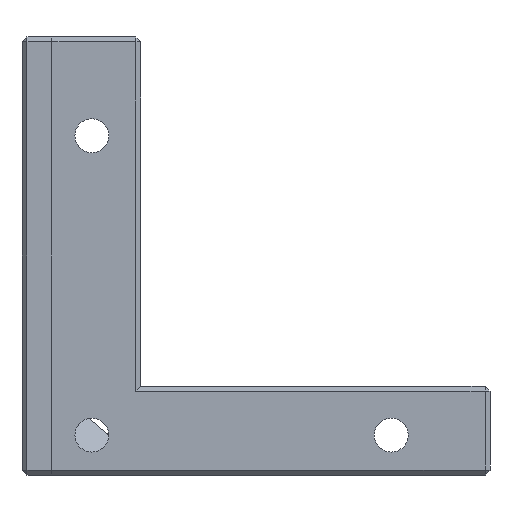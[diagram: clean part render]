
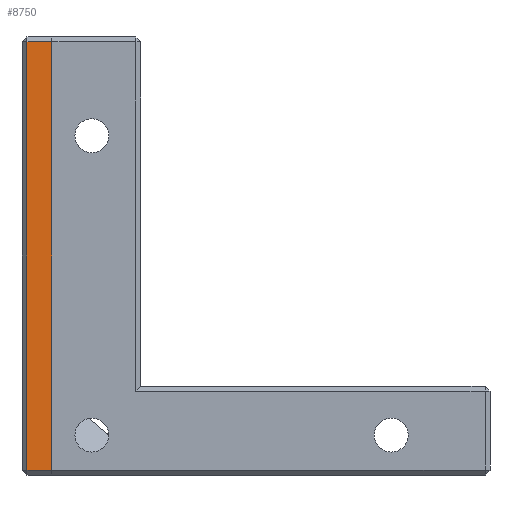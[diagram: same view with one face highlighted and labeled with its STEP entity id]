
A CAD part, front view. The second image highlights one B-rep face of the part: STEP entity #8750.
In plain terms, the highlighted planar face has unit normal (0, -1, 0).
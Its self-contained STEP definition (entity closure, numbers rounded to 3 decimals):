
#4146 = PLANE('',#4147);
#4147 = AXIS2_PLACEMENT_3D('',#4148,#4149,#4150);
#4148 = CARTESIAN_POINT('',(6.,3.25,49.65));
#4149 = DIRECTION('',(0.,-0.707,0.707)
  );
#4150 = DIRECTION('',(1.,0.,0.));
#5340 = PLANE('',#5341);
#5341 = AXIS2_PLACEMENT_3D('',#5342,#5343,#5344);
#5342 = CARTESIAN_POINT('',(3.,3.25,6.25));
#5343 = DIRECTION('',(0.,-0.707,-0.707
    ));
#5344 = DIRECTION('',(1.,0.,0.));
#5953 = PLANE('',#5954);
#5954 = AXIS2_PLACEMENT_3D('',#5955,#5956,#5957);
#5955 = CARTESIAN_POINT('',(19.92,3.,19.92));
#5956 = DIRECTION('',(0.,1.,0.));
#5957 = DIRECTION('',(0.,0.,1.));
#5972 = VERTEX_POINT('',#5973);
#5973 = CARTESIAN_POINT('',(6.,3.,49.4));
#6209 = EDGE_CURVE('',#5972,#6210,#6212,.T.);
#6210 = VERTEX_POINT('',#6211);
#6211 = CARTESIAN_POINT('',(3.5,3.,49.4));
#6212 = SURFACE_CURVE('',#6213,(#6217,#6224),.PCURVE_S1.);
#6213 = LINE('',#6214,#6215);
#6214 = CARTESIAN_POINT('',(6.,3.,49.4));
#6215 = VECTOR('',#6216,1.);
#6216 = DIRECTION('',(-1.,0.,0.));
#6217 = PCURVE('',#4146,#6218);
#6218 = DEFINITIONAL_REPRESENTATION('',(#6219),#6223);
#6219 = LINE('',#6220,#6221);
#6220 = CARTESIAN_POINT('',(0.,-0.354));
#6221 = VECTOR('',#6222,1.);
#6222 = DIRECTION('',(-1.,0.));
#6223 = ( GEOMETRIC_REPRESENTATION_CONTEXT(2) 
PARAMETRIC_REPRESENTATION_CONTEXT() REPRESENTATION_CONTEXT('2D SPACE',''
  ) );
#6224 = PCURVE('',#6225,#6230);
#6225 = PLANE('',#6226);
#6226 = AXIS2_PLACEMENT_3D('',#6227,#6228,#6229);
#6227 = CARTESIAN_POINT('',(3.,3.,49.9));
#6228 = DIRECTION('',(0.,1.,0.));
#6229 = DIRECTION('',(0.,0.,-1.));
#6230 = DEFINITIONAL_REPRESENTATION('',(#6231),#6235);
#6231 = LINE('',#6232,#6233);
#6232 = CARTESIAN_POINT('',(0.5,-3.));
#6233 = VECTOR('',#6234,1.);
#6234 = DIRECTION('',(0.,1.));
#6235 = ( GEOMETRIC_REPRESENTATION_CONTEXT(2) 
PARAMETRIC_REPRESENTATION_CONTEXT() REPRESENTATION_CONTEXT('2D SPACE',''
  ) );
#8312 = VERTEX_POINT('',#8313);
#8313 = CARTESIAN_POINT('',(3.5,3.,6.5));
#8336 = VERTEX_POINT('',#8337);
#8337 = CARTESIAN_POINT('',(6.,3.,6.5));
#8358 = EDGE_CURVE('',#8312,#8336,#8359,.T.);
#8359 = SURFACE_CURVE('',#8360,(#8364,#8371),.PCURVE_S1.);
#8360 = LINE('',#8361,#8362);
#8361 = CARTESIAN_POINT('',(3.,3.,6.5));
#8362 = VECTOR('',#8363,1.);
#8363 = DIRECTION('',(1.,0.,0.));
#8364 = PCURVE('',#5340,#8365);
#8365 = DEFINITIONAL_REPRESENTATION('',(#8366),#8370);
#8366 = LINE('',#8367,#8368);
#8367 = CARTESIAN_POINT('',(0.,0.354));
#8368 = VECTOR('',#8369,1.);
#8369 = DIRECTION('',(1.,0.));
#8370 = ( GEOMETRIC_REPRESENTATION_CONTEXT(2) 
PARAMETRIC_REPRESENTATION_CONTEXT() REPRESENTATION_CONTEXT('2D SPACE',''
  ) );
#8371 = PCURVE('',#6225,#8372);
#8372 = DEFINITIONAL_REPRESENTATION('',(#8373),#8377);
#8373 = LINE('',#8374,#8375);
#8374 = CARTESIAN_POINT('',(43.4,0.));
#8375 = VECTOR('',#8376,1.);
#8376 = DIRECTION('',(0.,-1.));
#8377 = ( GEOMETRIC_REPRESENTATION_CONTEXT(2) 
PARAMETRIC_REPRESENTATION_CONTEXT() REPRESENTATION_CONTEXT('2D SPACE',''
  ) );
#8635 = EDGE_CURVE('',#5972,#8336,#8636,.T.);
#8636 = SURFACE_CURVE('',#8637,(#8641,#8648),.PCURVE_S1.);
#8637 = LINE('',#8638,#8639);
#8638 = CARTESIAN_POINT('',(6.,3.,49.9));
#8639 = VECTOR('',#8640,1.);
#8640 = DIRECTION('',(0.,0.,-1.));
#8641 = PCURVE('',#5953,#8642);
#8642 = DEFINITIONAL_REPRESENTATION('',(#8643),#8647);
#8643 = LINE('',#8644,#8645);
#8644 = CARTESIAN_POINT('',(29.98,-13.92));
#8645 = VECTOR('',#8646,1.);
#8646 = DIRECTION('',(-1.,0.));
#8647 = ( GEOMETRIC_REPRESENTATION_CONTEXT(2) 
PARAMETRIC_REPRESENTATION_CONTEXT() REPRESENTATION_CONTEXT('2D SPACE',''
  ) );
#8648 = PCURVE('',#6225,#8649);
#8649 = DEFINITIONAL_REPRESENTATION('',(#8650),#8654);
#8650 = LINE('',#8651,#8652);
#8651 = CARTESIAN_POINT('',(0.,-3.));
#8652 = VECTOR('',#8653,1.);
#8653 = DIRECTION('',(1.,0.));
#8654 = ( GEOMETRIC_REPRESENTATION_CONTEXT(2) 
PARAMETRIC_REPRESENTATION_CONTEXT() REPRESENTATION_CONTEXT('2D SPACE',''
  ) );
#8750 = ADVANCED_FACE('',(#8751),#6225,.F.);
#8751 = FACE_BOUND('',#8752,.F.);
#8752 = EDGE_LOOP('',(#8753,#8754,#8755,#8781));
#8753 = ORIENTED_EDGE('',*,*,#8635,.T.);
#8754 = ORIENTED_EDGE('',*,*,#8358,.F.);
#8755 = ORIENTED_EDGE('',*,*,#8756,.F.);
#8756 = EDGE_CURVE('',#6210,#8312,#8757,.T.);
#8757 = SURFACE_CURVE('',#8758,(#8762,#8769),.PCURVE_S1.);
#8758 = LINE('',#8759,#8760);
#8759 = CARTESIAN_POINT('',(3.5,3.,49.9));
#8760 = VECTOR('',#8761,1.);
#8761 = DIRECTION('',(0.,0.,-1.));
#8762 = PCURVE('',#6225,#8763);
#8763 = DEFINITIONAL_REPRESENTATION('',(#8764),#8768);
#8764 = LINE('',#8765,#8766);
#8765 = CARTESIAN_POINT('',(0.,-0.5));
#8766 = VECTOR('',#8767,1.);
#8767 = DIRECTION('',(1.,0.));
#8768 = ( GEOMETRIC_REPRESENTATION_CONTEXT(2) 
PARAMETRIC_REPRESENTATION_CONTEXT() REPRESENTATION_CONTEXT('2D SPACE',''
  ) );
#8769 = PCURVE('',#8770,#8775);
#8770 = PLANE('',#8771);
#8771 = AXIS2_PLACEMENT_3D('',#8772,#8773,#8774);
#8772 = CARTESIAN_POINT('',(3.25,3.25,49.9));
#8773 = DIRECTION('',(-0.707,-0.707,0.));
#8774 = DIRECTION('',(0.,0.,1.));
#8775 = DEFINITIONAL_REPRESENTATION('',(#8776),#8780);
#8776 = LINE('',#8777,#8778);
#8777 = CARTESIAN_POINT('',(-0.,-0.354));
#8778 = VECTOR('',#8779,1.);
#8779 = DIRECTION('',(-1.,0.));
#8780 = ( GEOMETRIC_REPRESENTATION_CONTEXT(2) 
PARAMETRIC_REPRESENTATION_CONTEXT() REPRESENTATION_CONTEXT('2D SPACE',''
  ) );
#8781 = ORIENTED_EDGE('',*,*,#6209,.F.);
